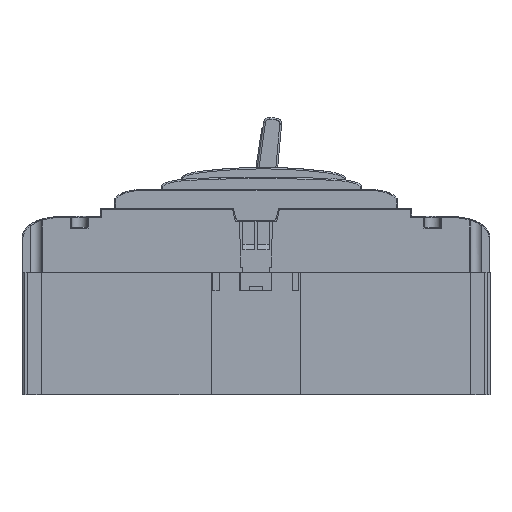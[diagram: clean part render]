
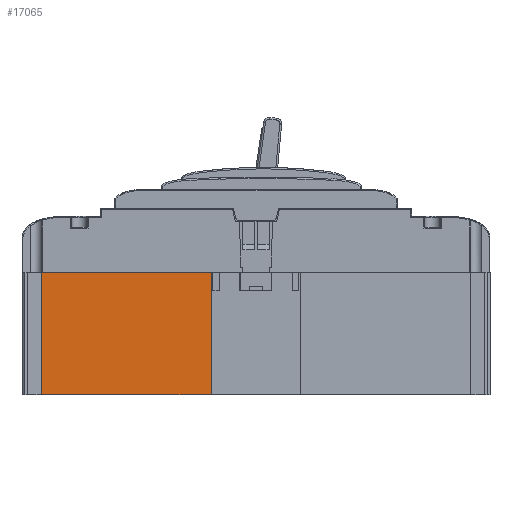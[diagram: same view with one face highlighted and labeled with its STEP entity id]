
A CAD part, front view. The second image highlights one B-rep face of the part: STEP entity #17065.
In plain terms, the highlighted planar face has unit normal (0, -1, 0).
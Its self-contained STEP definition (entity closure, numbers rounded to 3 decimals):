
#3137=DIRECTION('',(0.,0.,-1.));
#3138=VECTOR('',#3137,67.);
#3139=CARTESIAN_POINT('',(10.6,298.2,66.5));
#3140=LINE('',#3139,#3138);
#3141=DIRECTION('',(1.,0.,0.));
#3142=VECTOR('',#3141,93.276);
#3143=CARTESIAN_POINT('',(10.6,298.2,66.5));
#3144=LINE('',#3143,#3142);
#3145=DIRECTION('',(0.,0.,-1.));
#3146=VECTOR('',#3145,67.);
#3147=CARTESIAN_POINT('',(103.876,298.2,66.5));
#3148=LINE('',#3147,#3146);
#3706=DIRECTION('',(1.,0.,0.));
#3707=VECTOR('',#3706,93.276);
#3708=CARTESIAN_POINT('',(10.6,298.2,-0.5));
#3709=LINE('',#3708,#3707);
#10776=CARTESIAN_POINT('',(103.876,298.2,66.5));
#10777=VERTEX_POINT('',#10776);
#10778=CARTESIAN_POINT('',(10.6,298.2,66.5));
#10779=VERTEX_POINT('',#10778);
#12995=CARTESIAN_POINT('',(10.6,298.2,-0.5));
#12996=VERTEX_POINT('',#12995);
#12997=CARTESIAN_POINT('',(103.876,298.2,-0.5));
#12998=VERTEX_POINT('',#12997);
#17052=CARTESIAN_POINT('',(103.876,298.2,-0.5));
#17053=DIRECTION('',(0.,1.,0.));
#17054=DIRECTION('',(0.,0.,1.));
#17055=AXIS2_PLACEMENT_3D('',#17052,#17053,#17054);
#17056=PLANE('',#17055);
#17057=ORIENTED_EDGE('',*,*,#14090,.T.);
#17059=ORIENTED_EDGE('',*,*,#17058,.T.);
#17061=ORIENTED_EDGE('',*,*,#17060,.F.);
#17062=ORIENTED_EDGE('',*,*,#17044,.F.);
#17063=EDGE_LOOP('',(#17057,#17059,#17061,#17062));
#17064=FACE_OUTER_BOUND('',#17063,.F.);
#17065=ADVANCED_FACE('',(#17064),#17056,.F.);
#14090=EDGE_CURVE('',#10779,#10777,#3144,.T.);
#17044=EDGE_CURVE('',#10779,#12996,#3140,.T.);
#17058=EDGE_CURVE('',#10777,#12998,#3148,.T.);
#17060=EDGE_CURVE('',#12996,#12998,#3709,.T.);
